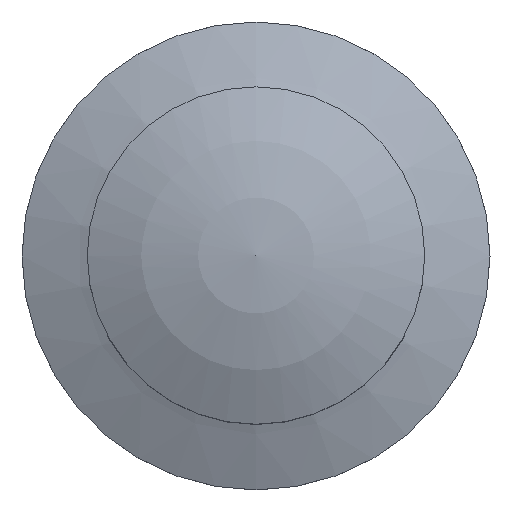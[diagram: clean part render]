
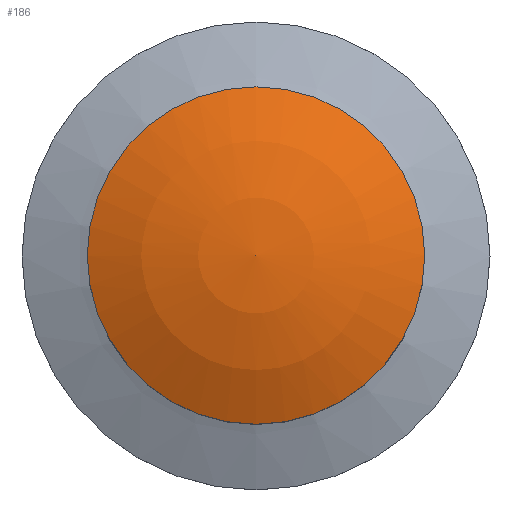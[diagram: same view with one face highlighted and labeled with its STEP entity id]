
A CAD part, top view. The second image highlights one B-rep face of the part: STEP entity #186.
In plain terms, the highlighted spherical face has radius 15.493 mm.
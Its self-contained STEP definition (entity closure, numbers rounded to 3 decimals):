
#13=SPHERICAL_SURFACE('',#226,15.493);
#34=FACE_OUTER_BOUND('',#48,.T.);
#48=EDGE_LOOP('',(#162,#163,#164,#165));
#80=CIRCLE('',#224,6.83);
#81=CIRCLE('',#225,6.83);
#82=CIRCLE('',#227,15.493);
#95=VERTEX_POINT('',#336);
#96=VERTEX_POINT('',#337);
#97=VERTEX_POINT('',#342);
#117=EDGE_CURVE('',#95,#96,#80,.T.);
#118=EDGE_CURVE('',#96,#95,#81,.T.);
#120=EDGE_CURVE('',#97,#95,#82,.T.);
#162=ORIENTED_EDGE('',*,*,#117,.T.);
#163=ORIENTED_EDGE('',*,*,#118,.T.);
#164=ORIENTED_EDGE('',*,*,#120,.F.);
#165=ORIENTED_EDGE('',*,*,#120,.T.);
#186=ADVANCED_FACE('',(#34),#13,.T.);
#224=AXIS2_PLACEMENT_3D('',#338,#282,#283);
#225=AXIS2_PLACEMENT_3D('',#339,#284,#285);
#226=AXIS2_PLACEMENT_3D('',#341,#287,#288);
#227=AXIS2_PLACEMENT_3D('',#343,#289,#290);
#282=DIRECTION('center_axis',(0.,0.,1.));
#283=DIRECTION('ref_axis',(1.,0.,0.));
#284=DIRECTION('center_axis',(0.,0.,1.));
#285=DIRECTION('ref_axis',(1.,0.,0.));
#287=DIRECTION('center_axis',(0.,0.,1.));
#288=DIRECTION('ref_axis',(1.,0.,0.));
#289=DIRECTION('center_axis',(0.,-1.,0.));
#290=DIRECTION('ref_axis',(-1.,0.,0.));
#336=CARTESIAN_POINT('',(-6.83,-0.003,12.776));
#337=CARTESIAN_POINT('',(0.,6.827,12.776));
#338=CARTESIAN_POINT('Origin',(0.,-0.003,12.776));
#339=CARTESIAN_POINT('Origin',(0.,-0.003,12.776));
#341=CARTESIAN_POINT('Origin',(0.,-0.003,-1.131));
#342=CARTESIAN_POINT('',(0.,-0.003,14.362));
#343=CARTESIAN_POINT('Origin',(0.,-0.003,-1.131));
